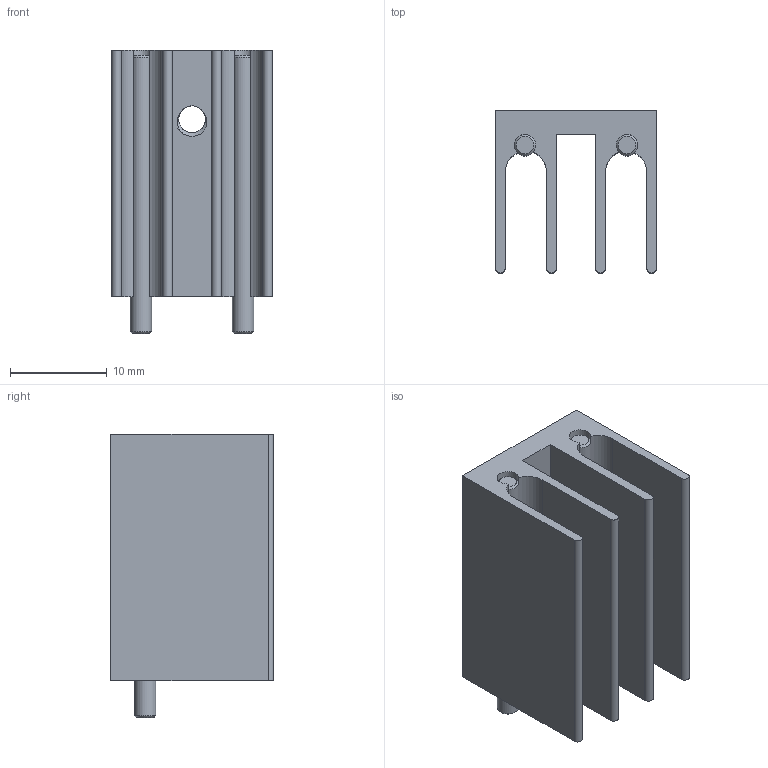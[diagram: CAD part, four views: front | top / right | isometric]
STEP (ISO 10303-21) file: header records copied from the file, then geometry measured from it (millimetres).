
FILE_DESCRIPTION(/* description */ (''),/* implementation_level */ '2;1');
FILE_NAME(/* name */ 'MC33261.step',/* time_stamp */ '2024-08-22T13:32:52+02:00',/* author */ (''),/* organization */ (''),/* preprocessor_version */ 'ST-DEVELOPER v20',/* originating_system */ 'Autodesk Translation Framework v13.14.0.145',/* authorisation */ '');
FILE_SCHEMA (('AUTOMOTIVE_DESIGN { 1 0 10303 214 3 1 1 }'));
Length unit declared in the file: millimetre
Products named in the file (1): MC33261
Bounding box: 16.6 x 16.76 x 29.21 mm (x, y, z)
Volume: 2980 mm3; surface area: 4393.8 mm2
Topology: 3 solids, 3 shells, 42 faces, 104 edges, 68 vertices
Faces by surface type: cylinder 20, plane 16, cone 4, bspline 2
Full cylindrical faces by diameter (mm): 2.2 x2, 2.769 x1, 3.505 x1
Entity records: 1933 total; most frequent: CARTESIAN_POINT 897, ORIENTED_EDGE 208, DIRECTION 198, EDGE_CURVE 104, AXIS2_PLACEMENT_3D 73, VERTEX_POINT 68, LINE 52, VECTOR 52
